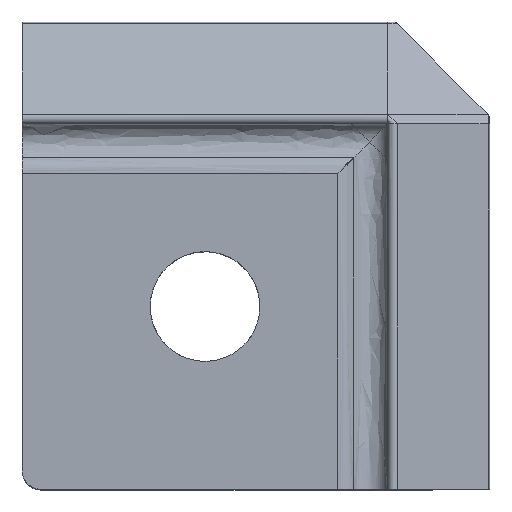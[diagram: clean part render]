
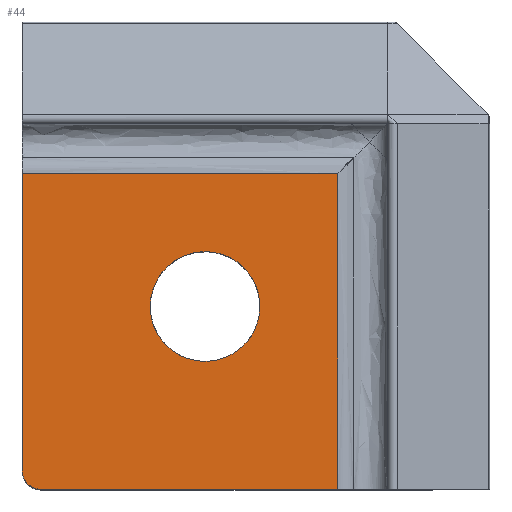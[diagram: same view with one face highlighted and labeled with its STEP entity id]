
A CAD part, top view. The second image highlights one B-rep face of the part: STEP entity #44.
In plain terms, the highlighted planar face has unit normal (0, 0, 1).
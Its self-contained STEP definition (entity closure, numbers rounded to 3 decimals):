
#24=FACE_BOUND('',#233,.T.);
#44=ADVANCED_FACE('',(#138,#24),#1381,.T.);
#138=FACE_OUTER_BOUND('',#232,.T.);
#232=EDGE_LOOP('',(#365,#366,#367,#368,#369));
#233=EDGE_LOOP('',(#370,#371));
#365=ORIENTED_EDGE('',*,*,#797,.F.);
#366=ORIENTED_EDGE('',*,*,#815,.T.);
#367=ORIENTED_EDGE('',*,*,#814,.T.);
#368=ORIENTED_EDGE('',*,*,#816,.F.);
#369=ORIENTED_EDGE('',*,*,#793,.F.);
#370=ORIENTED_EDGE('',*,*,#909,.T.);
#371=ORIENTED_EDGE('',*,*,#994,.T.);
#793=EDGE_CURVE('',#1257,#1255,#1016,.T.);
#797=EDGE_CURVE('',#1259,#1257,#1018,.T.);
#814=EDGE_CURVE('',#1273,#1274,#1182,.T.);
#815=EDGE_CURVE('',#1259,#1273,#1025,.T.);
#816=EDGE_CURVE('',#1255,#1274,#1026,.T.);
#909=EDGE_CURVE('',#1275,#1366,#1197,.T.);
#994=EDGE_CURVE('',#1366,#1275,#1229,.T.);
#1016=B_SPLINE_CURVE_WITH_KNOTS('',1,(#2350,#2351),.UNSPECIFIED.,.F.,.F.,
(2,2),(0.732,18.),.UNSPECIFIED.);
#1018=B_SPLINE_CURVE_WITH_KNOTS('',1,(#2369,#2370),.UNSPECIFIED.,.F.,.F.,
(2,2),(0.,17.268),.UNSPECIFIED.);
#1025=B_SPLINE_CURVE_WITH_KNOTS('',1,(#2431,#2432),.UNSPECIFIED.,.F.,.F.,
(2,2),(-16.268,0.),.UNSPECIFIED.);
#1026=B_SPLINE_CURVE_WITH_KNOTS('',1,(#2433,#2434),.UNSPECIFIED.,.F.,.F.,
(2,2),(29.532,45.8),.UNSPECIFIED.);
#1182=(
BOUNDED_CURVE()
B_SPLINE_CURVE(2,(#2428,#2429,#2430),.UNSPECIFIED.,.F.,.F.)
B_SPLINE_CURVE_WITH_KNOTS((3,3),(-1.571,0.),.UNSPECIFIED.)
CURVE()
GEOMETRIC_REPRESENTATION_ITEM()
RATIONAL_B_SPLINE_CURVE((1.,0.707,1.))
REPRESENTATION_ITEM('')
);
#1197=(
BOUNDED_CURVE()
B_SPLINE_CURVE(2,(#2695,#2696,#2697,#2698,#2699),.UNSPECIFIED.,.F.,.F.)
B_SPLINE_CURVE_WITH_KNOTS((3,2,3),(-18.85,-14.137,
-9.425),.UNSPECIFIED.)
CURVE()
GEOMETRIC_REPRESENTATION_ITEM()
RATIONAL_B_SPLINE_CURVE((1.,0.707,1.,0.707,1.))
REPRESENTATION_ITEM('')
);
#1229=(
BOUNDED_CURVE()
B_SPLINE_CURVE(2,(#3061,#3062,#3063,#3064,#3065),.UNSPECIFIED.,.F.,.F.)
B_SPLINE_CURVE_WITH_KNOTS((3,2,3),(-9.425,-4.712,
0.),.UNSPECIFIED.)
CURVE()
GEOMETRIC_REPRESENTATION_ITEM()
RATIONAL_B_SPLINE_CURVE((1.,0.707,1.,0.707,1.))
REPRESENTATION_ITEM('')
);
#1255=VERTEX_POINT('',#2198);
#1257=VERTEX_POINT('',#2200);
#1259=VERTEX_POINT('',#2202);
#1273=VERTEX_POINT('',#2216);
#1274=VERTEX_POINT('',#2217);
#1275=VERTEX_POINT('',#2218);
#1366=VERTEX_POINT('',#2309);
#1381=PLANE('',#1495);
#1495=AXIS2_PLACEMENT_3D('',#1631,#1536,$);
#1536=DIRECTION('',(0.,0.,1.));
#1631=CARTESIAN_POINT('',(-91.442,-521.913,15.));
#2198=CARTESIAN_POINT('',(-74.174,-541.913,15.));
#2200=CARTESIAN_POINT('',(-74.174,-524.645,15.));
#2202=CARTESIAN_POINT('',(-91.442,-524.645,15.));
#2216=CARTESIAN_POINT('',(-91.442,-540.913,15.));
#2217=CARTESIAN_POINT('',(-90.442,-541.913,15.));
#2218=CARTESIAN_POINT('',(-78.442,-531.913,15.));
#2309=CARTESIAN_POINT('',(-84.442,-531.913,15.));
#2350=CARTESIAN_POINT('',(-74.174,-524.645,15.));
#2351=CARTESIAN_POINT('',(-74.174,-541.913,15.));
#2369=CARTESIAN_POINT('',(-91.442,-524.645,15.));
#2370=CARTESIAN_POINT('',(-74.174,-524.645,15.));
#2428=CARTESIAN_POINT('',(-91.442,-540.913,15.));
#2429=CARTESIAN_POINT('',(-91.442,-541.913,15.));
#2430=CARTESIAN_POINT('',(-90.442,-541.913,15.));
#2431=CARTESIAN_POINT('',(-91.442,-524.645,15.));
#2432=CARTESIAN_POINT('',(-91.442,-540.913,15.));
#2433=CARTESIAN_POINT('',(-74.174,-541.913,15.));
#2434=CARTESIAN_POINT('',(-90.442,-541.913,15.));
#2695=CARTESIAN_POINT('',(-78.442,-531.913,15.));
#2696=CARTESIAN_POINT('',(-78.442,-534.913,15.));
#2697=CARTESIAN_POINT('',(-81.442,-534.913,15.));
#2698=CARTESIAN_POINT('',(-84.442,-534.913,15.));
#2699=CARTESIAN_POINT('',(-84.442,-531.913,15.));
#3061=CARTESIAN_POINT('',(-84.442,-531.913,15.));
#3062=CARTESIAN_POINT('',(-84.442,-528.913,15.));
#3063=CARTESIAN_POINT('',(-81.442,-528.913,15.));
#3064=CARTESIAN_POINT('',(-78.442,-528.913,15.));
#3065=CARTESIAN_POINT('',(-78.442,-531.913,15.));
